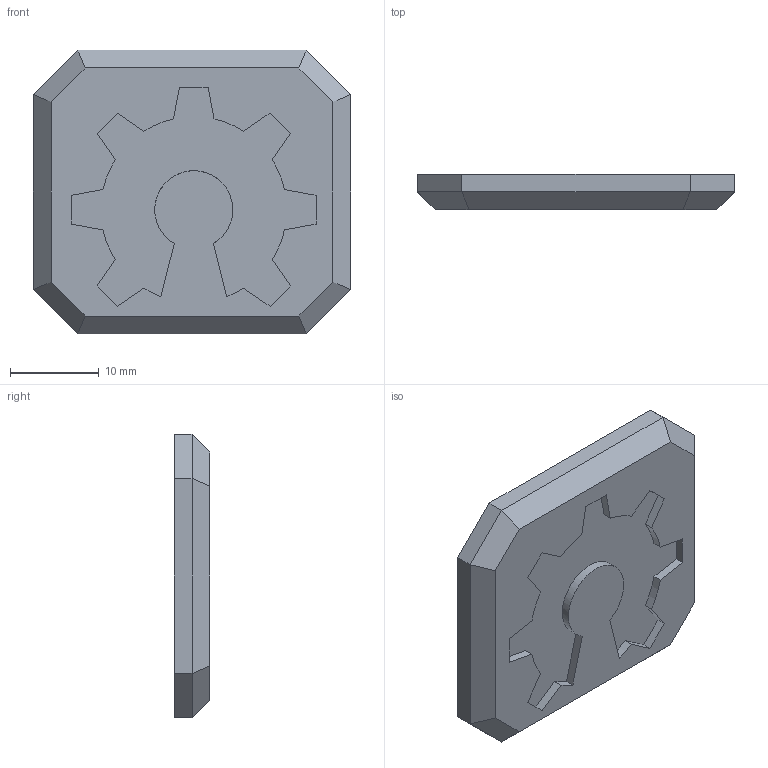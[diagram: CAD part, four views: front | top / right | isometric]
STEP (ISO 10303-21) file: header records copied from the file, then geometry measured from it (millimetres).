
FILE_DESCRIPTION(('FreeCAD Model'),'2;1');
FILE_NAME('Open CASCADE Shape Model','2023-04-30T17:27:59',('Author'),( ''),'Open CASCADE STEP processor 7.5','FreeCAD','Unknown');
FILE_SCHEMA(('AUTOMOTIVE_DESIGN { 1 0 10303 214 1 1 1 1 }'));
Length unit declared in the file: millimetre
Products named in the file (1): medalion
Bounding box: 35.8 x 4 x 32 mm (x, y, z)
Volume: 3758.1 mm3; surface area: 2724.5 mm2
Topology: 1 solids, 1 shells, 55 faces, 142 edges, 92 vertices
Faces by surface type: bspline 33, plane 20, cylinder 2
Full cylindrical faces by diameter (mm): 3.4 x2
Entity records: 3877 total; most frequent: CARTESIAN_POINT 1652, ORIENTED_EDGE 284, PCURVE 284, DEFINITIONAL_REPRESENTATION 284, B_SPLINE_CURVE_WITH_KNOTS 270, DIRECTION 187, EDGE_CURVE 142, SURFACE_CURVE 140
